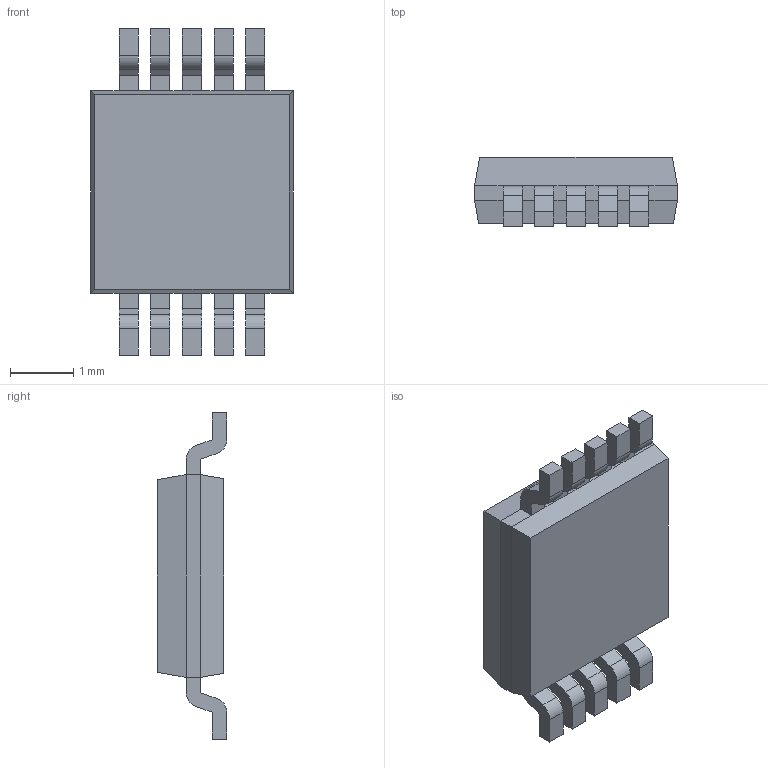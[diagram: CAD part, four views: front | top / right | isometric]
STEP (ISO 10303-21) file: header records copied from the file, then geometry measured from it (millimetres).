
FILE_DESCRIPTION (( 'STEP AP214' ), '1' );
FILE_NAME ('FD444054-2D9B-4D6F-81F7-BA6297E11802.STEP', '2023-01-20T12:06:31', ( '' ), ( '' ), 'SwSTEP 2.0', 'SolidWorks 2022', '' );
FILE_SCHEMA (( 'AUTOMOTIVE_DESIGN' ));
Length unit declared in the file: millimetre
Products named in the file (1): FD444054-2D9B-4D6F-81F7-BA6297E11802
Bounding box: 3.2 x 1.09 x 5.15 mm (x, y, z)
Volume: 11.2 mm3; surface area: 45.1 mm2
Topology: 1 solids, 1 shells, 213 faces, 555 edges, 354 vertices
Faces by surface type: plane 153, bspline 38, cylinder 20, cone 2
Entity records: 10291 total; most frequent: CARTESIAN_POINT 3737, ORIENTED_EDGE 1110, DIRECTION 875, EDGE_CURVE 555, LINE 435, VECTOR 435, VERTEX_POINT 354, EDGE_LOOP 223
